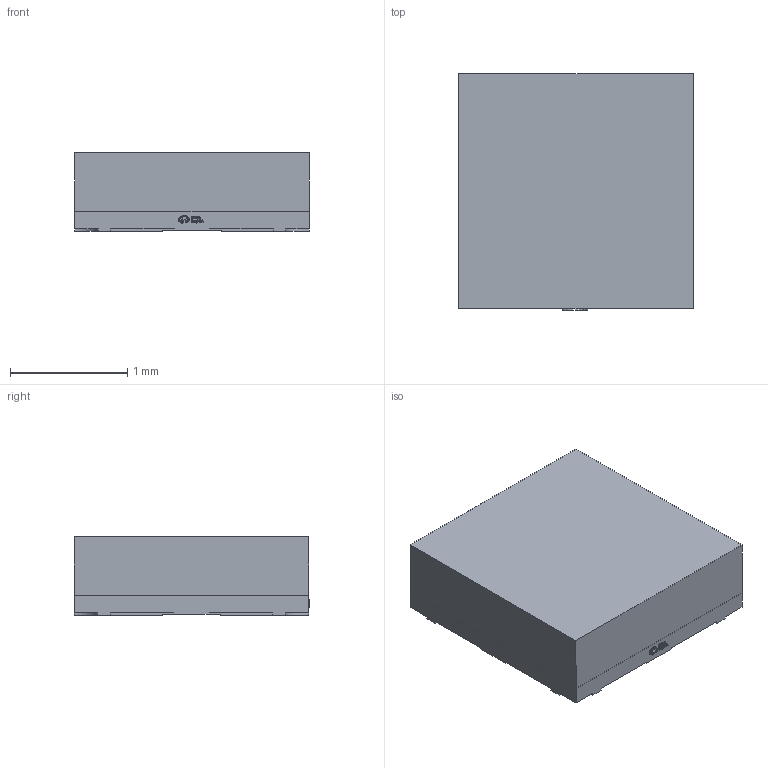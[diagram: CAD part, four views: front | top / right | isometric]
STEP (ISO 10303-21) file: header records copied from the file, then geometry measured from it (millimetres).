
FILE_DESCRIPTION (( 'STEP AP214' ), '1' );
FILE_NAME ('LED-SMD_4P-L2.0-W2.0-BR.step', '2022-07-08T12:06:58', ( '' ), ( '' ), 'SwSTEP 2.0', 'SolidWorks 2020', '' );
FILE_SCHEMA (( 'AUTOMOTIVE_DESIGN' ));
Length unit declared in the file: millimetre
Products named in the file (1): LED-SMD_4P-L2.0-W2.0-BR
Bounding box: 2 x 2.01 x 0.67 mm (x, y, z)
Volume: 2.7 mm3; surface area: 21.7 mm2
Topology: 2 solids, 2 shells, 292 faces, 804 edges, 536 vertices
Faces by surface type: plane 182, bspline 98, cylinder 12
Entity records: 12924 total; most frequent: CARTESIAN_POINT 2939, ORIENTED_EDGE 1608, DIRECTION 1018, EDGE_CURVE 804, LINE 580, VECTOR 580, VERTEX_POINT 536, EDGE_LOOP 312
